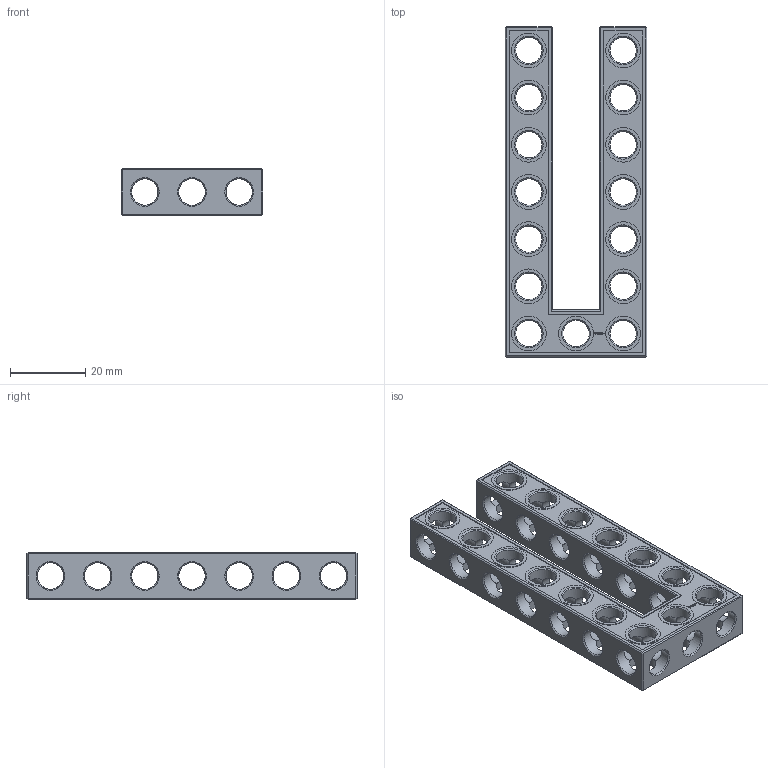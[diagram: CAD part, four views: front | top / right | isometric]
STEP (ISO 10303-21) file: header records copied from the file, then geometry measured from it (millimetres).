
FILE_DESCRIPTION(('FreeCAD Model'),'2;1');
FILE_NAME('Open CASCADE Shape Model','2022-02-22T22:58:36',( 'Paulo Kiefe'),('STEMFIE.org'),'Open CASCADE STEP processor 7.4', 'FreeCAD','Unknown');
FILE_SCHEMA(('AUTOMOTIVE_DESIGN { 1 0 10303 214 1 1 1 1 }'));
Products named in the file (1): Beam_AGD_ESS_USH_SYM_BU03x07x01_-_SPN-BEM-0306_(stemfie.org)
Bounding box: 37.5 x 87.5 x 12.5 mm (x, y, z)
Volume: 14659.9 mm3; surface area: 13215.4 mm2
Topology: 1 solids, 1 shells, 729 faces, 2107 edges, 1369 vertices
Faces by surface type: plane 382, extrusion 194, cylinder 91, cone 62
Full cylindrical faces by diameter (mm): 6.98 x16, 7 x60, 9.2 x15
Entity records: 111119 total; most frequent: CARTESIAN_POINT 71678, DIRECTION 6191, VECTOR 4512, LINE 4318, ORIENTED_EDGE 4214, PCURVE 4214, DEFINITIONAL_REPRESENTATION 4214, EDGE_CURVE 2107
